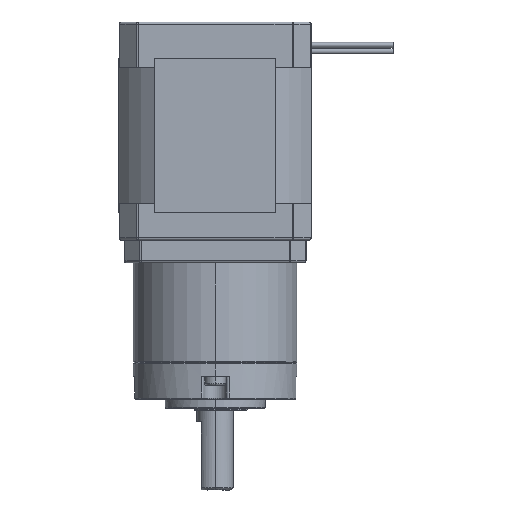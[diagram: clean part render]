
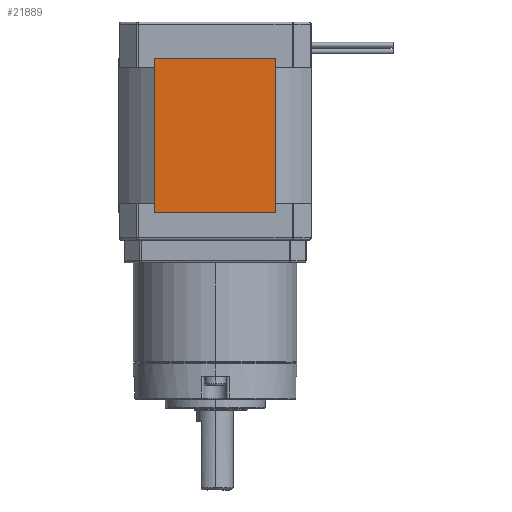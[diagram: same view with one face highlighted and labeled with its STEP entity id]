
A CAD part, left-side view. The second image highlights one B-rep face of the part: STEP entity #21889.
In plain terms, the highlighted planar face has unit normal (-1, 0, 0).
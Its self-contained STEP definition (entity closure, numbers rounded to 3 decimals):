
#560 = VERTEX_POINT ( 'NONE', #10464 ) ;
#1080 = VECTOR ( 'NONE', #22432, 1000. ) ;
#1350 = CARTESIAN_POINT ( 'NONE',  ( -21.16, 0., -53.85 ) ) ;
#1514 = FACE_OUTER_BOUND ( 'NONE', #15878, .T. ) ;
#1675 = VERTEX_POINT ( 'NONE', #19397 ) ;
#1769 = LINE ( 'NONE', #18493, #5702 ) ;
#1787 = CARTESIAN_POINT ( 'NONE',  ( -21.16, 0., 6. ) ) ;
#3651 = DIRECTION ( 'NONE',  ( 0., -1., 0. ) ) ;
#4466 = DIRECTION ( 'NONE',  ( 0., -1., 0. ) ) ;
#5048 = VECTOR ( 'NONE', #4466, 1000. ) ;
#5490 = EDGE_CURVE ( 'NONE', #9937, #1675, #24031, .T. ) ;
#5702 = VECTOR ( 'NONE', #18317, 1000. ) ;
#5826 = EDGE_CURVE ( 'NONE', #9937, #14646, #1769, .T. ) ;
#5956 = EDGE_CURVE ( 'NONE', #560, #14646, #28375, .T. ) ;
#6572 = ORIENTED_EDGE ( 'NONE', *, *, #5826, .T. ) ;
#7844 = ORIENTED_EDGE ( 'NONE', *, *, #5490, .F. ) ;
#9937 = VERTEX_POINT ( 'NONE', #18150 ) ;
#10464 = CARTESIAN_POINT ( 'NONE',  ( -21.16, 13.314, 6. ) ) ;
#11037 = LINE ( 'NONE', #1787, #5048 ) ;
#14646 = VERTEX_POINT ( 'NONE', #18279 ) ;
#14888 = ORIENTED_EDGE ( 'NONE', *, *, #5956, .F. ) ;
#15878 = EDGE_LOOP ( 'NONE', ( #21199, #7844, #6572, #14888 ) ) ;
#16822 = PLANE ( 'NONE',  #27192 ) ;
#16862 = DIRECTION ( 'NONE',  ( 0., 0., 1. ) ) ;
#16972 = CARTESIAN_POINT ( 'NONE',  ( -21.16, 13.314, -53.85 ) ) ;
#17106 = DIRECTION ( 'NONE',  ( -1., 0., 0. ) ) ;
#18150 = CARTESIAN_POINT ( 'NONE',  ( -21.16, -13.314, 40. ) ) ;
#18279 = CARTESIAN_POINT ( 'NONE',  ( -21.16, 13.314, 40. ) ) ;
#18317 = DIRECTION ( 'NONE',  ( 0., 1., 0. ) ) ;
#18493 = CARTESIAN_POINT ( 'NONE',  ( -21.16, 0., 40. ) ) ;
#19397 = CARTESIAN_POINT ( 'NONE',  ( -21.16, -13.314, 6. ) ) ;
#21199 = ORIENTED_EDGE ( 'NONE', *, *, #27602, .T. ) ;
#21889 = ADVANCED_FACE ( 'NONE', ( #1514 ), #16822, .T. ) ;
#22397 = CARTESIAN_POINT ( 'NONE',  ( -21.16, -13.314, -53.85 ) ) ;
#22432 = DIRECTION ( 'NONE',  ( 0., 0., -1. ) ) ;
#22697 = VECTOR ( 'NONE', #16862, 1000. ) ;
#24031 = LINE ( 'NONE', #22397, #1080 ) ;
#27192 = AXIS2_PLACEMENT_3D ( 'NONE', #1350, #17106, #3651 ) ;
#27602 = EDGE_CURVE ( 'NONE', #560, #1675, #11037, .T. ) ;
#28375 = LINE ( 'NONE', #16972, #22697 ) ;
